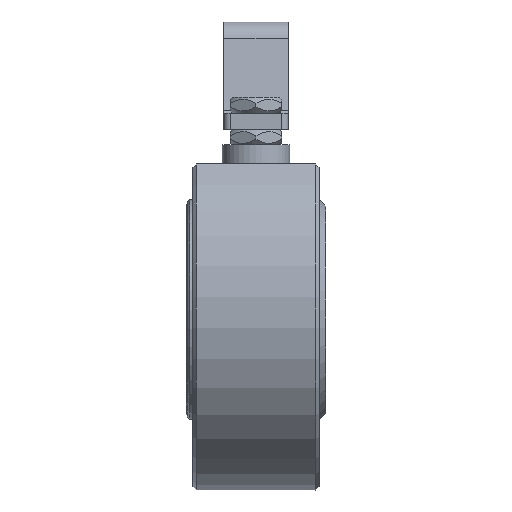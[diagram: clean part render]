
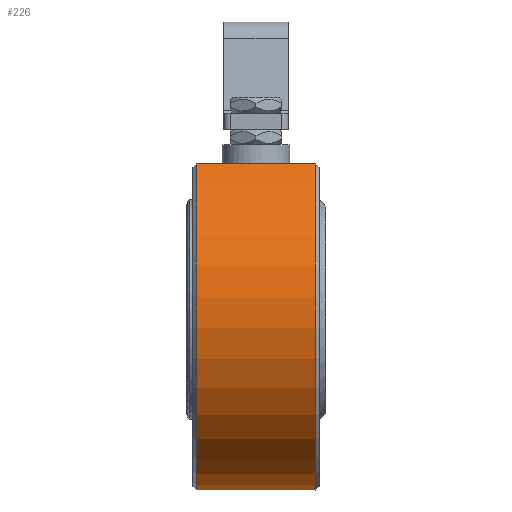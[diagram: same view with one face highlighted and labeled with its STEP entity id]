
A CAD part, left-side view. The second image highlights one B-rep face of the part: STEP entity #226.
In plain terms, the highlighted cylindrical face has radius 56 mm (diameter 112 mm), a partial arc.
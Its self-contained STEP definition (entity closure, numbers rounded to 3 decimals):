
#226 = ADVANCED_FACE( '', ( #535 ), #536, .T. );
#535 = FACE_OUTER_BOUND( '', #929, .T. );
#536 = CYLINDRICAL_SURFACE( '', #930, 56. );
#929 = EDGE_LOOP( '', ( #1543, #1544, #1545, #1546 ) );
#930 = AXIS2_PLACEMENT_3D( '', #1547, #1548, #1549 );
#1543 = ORIENTED_EDGE( '', *, *, #2074, .T. );
#1544 = ORIENTED_EDGE( '', *, *, #2041, .F. );
#1545 = ORIENTED_EDGE( '', *, *, #2225, .T. );
#1546 = ORIENTED_EDGE( '', *, *, #2043, .F. );
#1547 = CARTESIAN_POINT( '', ( 0., 2., 0. ) );
#1548 = DIRECTION( '', ( 0., 1., 0. ) );
#1549 = DIRECTION( '', ( 1., 0., 0. ) );
#2041 = EDGE_CURVE( '', #2385, #2387, #2388, .T. );
#2043 = EDGE_CURVE( '', #2389, #2384, #2391, .T. );
#2074 = EDGE_CURVE( '', #2389, #2387, #2446, .T. );
#2225 = EDGE_CURVE( '', #2385, #2384, #2677, .T. );
#2384 = VERTEX_POINT( '', #2909 );
#2385 = VERTEX_POINT( '', #2910 );
#2387 = VERTEX_POINT( '', #2913 );
#2388 = LINE( '', #2914, #2915 );
#2389 = VERTEX_POINT( '', #2916 );
#2391 = LINE( '', #2919, #2920 );
#2446 = CIRCLE( '', #2991, 56. );
#2677 = CIRCLE( '', #3567, 56. );
#2909 = CARTESIAN_POINT( '', ( 33.332, 40., 45. ) );
#2910 = CARTESIAN_POINT( '', ( -33.332, 40., 45. ) );
#2913 = CARTESIAN_POINT( '', ( -33.332, 3., 45. ) );
#2914 = CARTESIAN_POINT( '', ( -33.332, 2., 45. ) );
#2915 = VECTOR( '', #3934, 1000. );
#2916 = CARTESIAN_POINT( '', ( 33.332, 3., 45. ) );
#2919 = CARTESIAN_POINT( '', ( 33.332, 2., 45. ) );
#2920 = VECTOR( '', #3936, 1000. );
#2991 = AXIS2_PLACEMENT_3D( '', #3992, #3993, #3994 );
#3567 = AXIS2_PLACEMENT_3D( '', #4162, #4163, #4164 );
#3934 = DIRECTION( '', ( 0., -1., 0. ) );
#3936 = DIRECTION( '', ( 0., 1., 0. ) );
#3992 = CARTESIAN_POINT( '', ( 0., 3., 0. ) );
#3993 = DIRECTION( '', ( 0., 1., 0. ) );
#3994 = DIRECTION( '', ( 0., 0., -1. ) );
#4162 = CARTESIAN_POINT( '', ( 0., 40., 0. ) );
#4163 = DIRECTION( '', ( 0., -1., 0. ) );
#4164 = DIRECTION( '', ( 0., 0., 1. ) );
